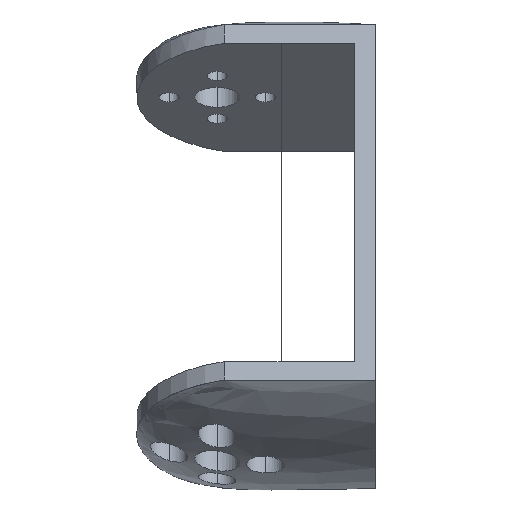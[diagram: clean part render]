
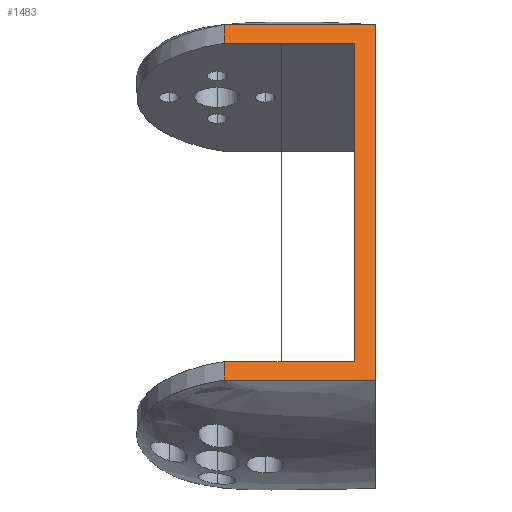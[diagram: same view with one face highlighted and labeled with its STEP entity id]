
A CAD part, top view. The second image highlights one B-rep face of the part: STEP entity #1483.
In plain terms, the highlighted planar face has unit normal (0, 0.443, 0.897).
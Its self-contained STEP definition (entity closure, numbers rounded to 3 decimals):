
#65 = DIRECTION ( 'NONE',  ( 0., -0.897, 0.443 ) ) ;
#158 = CARTESIAN_POINT ( 'NONE',  ( -42., 115.171, 139.09 ) ) ;
#182 = CARTESIAN_POINT ( 'NONE',  ( -40.51, 115.171, 139.09 ) ) ;
#212 = EDGE_CURVE ( 'NONE', #2127, #4709, #2170, .T. ) ;
#260 = LINE ( 'NONE', #4625, #6078 ) ;
#387 = LINE ( 'NONE', #6532, #1880 ) ;
#468 = VERTEX_POINT ( 'NONE', #3411 ) ;
#474 = VECTOR ( 'NONE', #698, 1000. ) ;
#490 = VECTOR ( 'NONE', #973, 1000. ) ;
#613 = VERTEX_POINT ( 'NONE', #5556 ) ;
#669 = CARTESIAN_POINT ( 'NONE',  ( -33.713, 112.481, 140.419 ) ) ;
#698 = DIRECTION ( 'NONE',  ( 0., 0.897, -0.443 ) ) ;
#749 = CARTESIAN_POINT ( 'NONE',  ( -41.998, 115.171, 139.09 ) ) ;
#777 = CARTESIAN_POINT ( 'NONE',  ( -39.021, 115.171, 139.09 ) ) ;
#786 = LINE ( 'NONE', #2838, #4337 ) ;
#847 = AXIS2_PLACEMENT_3D ( 'NONE', #1922, #3665, #65 ) ;
#899 = DIRECTION ( 'NONE',  ( 1., 0., 0. ) ) ;
#973 = DIRECTION ( 'NONE',  ( 0., -0.897, 0.443 ) ) ;
#1002 = ORIENTED_EDGE ( 'NONE', *, *, #1788, .T. ) ;
#1110 = CARTESIAN_POINT ( 'NONE',  ( -20., 63.435, 164.639 ) ) ;
#1125 = ORIENTED_EDGE ( 'NONE', *, *, #1563, .F. ) ;
#1196 = LINE ( 'NONE', #6799, #6747 ) ;
#1317 = PLANE ( 'NONE',  #847 ) ;
#1461 = CARTESIAN_POINT ( 'NONE',  ( -41.994, 115.171, 139.09 ) ) ;
#1467 = ORIENTED_EDGE ( 'NONE', *, *, #1799, .F. ) ;
#1483 = ADVANCED_FACE ( 'NONE', ( #6676, #4041 ), #1317, .F. ) ;
#1491 = CARTESIAN_POINT ( 'NONE',  ( -36.5, 115.171, 139.09 ) ) ;
#1560 = VECTOR ( 'NONE', #2459, 1000. ) ;
#1563 = EDGE_CURVE ( 'NONE', #3395, #5597, #5134, .T. ) ;
#1594 = VERTEX_POINT ( 'NONE', #6733 ) ;
#1788 = EDGE_CURVE ( 'NONE', #4709, #5597, #1196, .T. ) ;
#1799 = EDGE_CURVE ( 'NONE', #2862, #3395, #2781, .T. ) ;
#1814 = ORIENTED_EDGE ( 'NONE', *, *, #2052, .T. ) ;
#1880 = VECTOR ( 'NONE', #3478, 1000. ) ;
#1922 = CARTESIAN_POINT ( 'NONE',  ( -42., 115.171, 139.09 ) ) ;
#1961 = CARTESIAN_POINT ( 'NONE',  ( -33.713, 112.481, 140.419 ) ) ;
#2004 = VECTOR ( 'NONE', #3266, 1000. ) ;
#2008 = ORIENTED_EDGE ( 'NONE', *, *, #3448, .T. ) ;
#2047 = CARTESIAN_POINT ( 'NONE',  ( -41.975, 115.171, 139.09 ) ) ;
#2052 = EDGE_CURVE ( 'NONE', #2862, #613, #387, .T. ) ;
#2070 = CARTESIAN_POINT ( 'NONE',  ( -33.292, 115.171, 139.09 ) ) ;
#2112 = CARTESIAN_POINT ( 'NONE',  ( -42., 66.125, 163.31 ) ) ;
#2127 = VERTEX_POINT ( 'NONE', #5668 ) ;
#2170 = LINE ( 'NONE', #4104, #490 ) ;
#2267 = ORIENTED_EDGE ( 'NONE', *, *, #5947, .F. ) ;
#2364 = ORIENTED_EDGE ( 'NONE', *, *, #3049, .F. ) ;
#2442 = ORIENTED_EDGE ( 'NONE', *, *, #212, .T. ) ;
#2459 = DIRECTION ( 'NONE',  ( 0., -0.897, 0.443 ) ) ;
#2552 = ORIENTED_EDGE ( 'NONE', *, *, #7069, .T. ) ;
#2618 = CARTESIAN_POINT ( 'NONE',  ( -41.9, 115.171, 139.09 ) ) ;
#2627 = ORIENTED_EDGE ( 'NONE', *, *, #6835, .F. ) ;
#2646 = CARTESIAN_POINT ( 'NONE',  ( -28.25, 115.171, 139.09 ) ) ;
#2724 = ORIENTED_EDGE ( 'NONE', *, *, #6415, .F. ) ;
#2742 = VERTEX_POINT ( 'NONE', #3579 ) ;
#2781 = LINE ( 'NONE', #3877, #5823 ) ;
#2838 = CARTESIAN_POINT ( 'NONE',  ( -23.044, 112.481, 140.419 ) ) ;
#2862 = VERTEX_POINT ( 'NONE', #6217 ) ;
#2891 = CARTESIAN_POINT ( 'NONE',  ( -42., 63.435, 164.639 ) ) ;
#2995 = ORIENTED_EDGE ( 'NONE', *, *, #3578, .T. ) ;
#3035 = VERTEX_POINT ( 'NONE', #5350 ) ;
#3049 = EDGE_CURVE ( 'NONE', #2127, #6912, #5172, .T. ) ;
#3087 = LINE ( 'NONE', #5730, #1560 ) ;
#3198 = CARTESIAN_POINT ( 'NONE',  ( -41.599, 115.171, 139.09 ) ) ;
#3222 = CARTESIAN_POINT ( 'NONE',  ( -22.75, 115.171, 139.09 ) ) ;
#3266 = DIRECTION ( 'NONE',  ( 1., 0., 0. ) ) ;
#3319 = CARTESIAN_POINT ( 'NONE',  ( -20., 115.171, 139.09 ) ) ;
#3370 = VERTEX_POINT ( 'NONE', #6942 ) ;
#3395 = VERTEX_POINT ( 'NONE', #6048 ) ;
#3401 = EDGE_LOOP ( 'NONE', ( #1002, #1125, #1467, #1814, #2008, #2267, #2364, #2442 ) ) ;
#3411 = CARTESIAN_POINT ( 'NONE',  ( -33.688, 66.125, 163.31 ) ) ;
#3448 = EDGE_CURVE ( 'NONE', #613, #3370, #4798, .T. ) ;
#3478 = DIRECTION ( 'NONE',  ( 0., -0.897, 0.443 ) ) ;
#3578 = EDGE_CURVE ( 'NONE', #1594, #2742, #260, .T. ) ;
#3579 = CARTESIAN_POINT ( 'NONE',  ( -23.044, 112.481, 140.419 ) ) ;
#3665 = DIRECTION ( 'NONE',  ( 0., -0.443, -0.897 ) ) ;
#3779 = CARTESIAN_POINT ( 'NONE',  ( -40.969, 115.171, 139.09 ) ) ;
#3801 = CARTESIAN_POINT ( 'NONE',  ( -20., 115.171, 139.09 ) ) ;
#3877 = CARTESIAN_POINT ( 'NONE',  ( -42., 66.125, 163.31 ) ) ;
#4041 = FACE_BOUND ( 'NONE', #5430, .T. ) ;
#4104 = CARTESIAN_POINT ( 'NONE',  ( -42., 112.481, 140.419 ) ) ;
#4333 = CARTESIAN_POINT ( 'NONE',  ( -41.999, 115.171, 139.09 ) ) ;
#4337 = VECTOR ( 'NONE', #6485, 1000. ) ;
#4361 = CARTESIAN_POINT ( 'NONE',  ( -39.938, 115.171, 139.09 ) ) ;
#4447 = DIRECTION ( 'NONE',  ( 1., 0., 0. ) ) ;
#4601 = CARTESIAN_POINT ( 'NONE',  ( -27.333, 63.435, 164.639 ) ) ;
#4625 = CARTESIAN_POINT ( 'NONE',  ( -42., 112.481, 140.419 ) ) ;
#4709 = VERTEX_POINT ( 'NONE', #6102 ) ;
#4798 = B_SPLINE_CURVE_WITH_KNOTS ( 'NONE', 3,
 ( #2891, #6977, #4601, #1110 ),
 .UNSPECIFIED., .F., .F.,
 ( 4, 4 ),
 ( 0., 1. ),
 .UNSPECIFIED. ) ;
#4861 = CARTESIAN_POINT ( 'NONE',  ( -41.997, 115.171, 139.09 ) ) ;
#4886 = CARTESIAN_POINT ( 'NONE',  ( -37.875, 115.171, 139.09 ) ) ;
#5134 = LINE ( 'NONE', #669, #474 ) ;
#5172 = B_SPLINE_CURVE_WITH_KNOTS ( 'NONE', 3,
 ( #6294, #158, #4333, #749, #4861, #1461, #5371, #2047, #5856, #2618, #6316, #3198, #6771, #3779, #182, #4361, #777, #4886, #1491, #5396, #2070, #5878, #2646, #6337, #3222, #6795, #3801 ),
 .UNSPECIFIED., .F., .F.,
 ( 4, 1, 1, 1, 1, 1, 1, 1, 1, 1, 1, 1, 1, 1, 1, 1, 1, 1, 1, 1, 1, 1, 1, 1, 4 ),
 ( 0., 0., 0., 0., 0., 0., 0.001, 0.002, 0.004, 0.008, 0.016, 0.031, 0.047, 0.063, 0.094, 0.125, 0.188, 0.25, 0.313, 0.375, 0.5, 0.625, 0.75, 0.875, 1. ),
 .UNSPECIFIED. ) ;
#5350 = CARTESIAN_POINT ( 'NONE',  ( -23.044, 66.125, 163.31 ) ) ;
#5371 = CARTESIAN_POINT ( 'NONE',  ( -41.987, 115.171, 139.09 ) ) ;
#5396 = CARTESIAN_POINT ( 'NONE',  ( -35.125, 115.171, 139.09 ) ) ;
#5397 = LINE ( 'NONE', #6091, #6486 ) ;
#5430 = EDGE_LOOP ( 'NONE', ( #2552, #2627, #2724, #2995 ) ) ;
#5556 = CARTESIAN_POINT ( 'NONE',  ( -42., 63.435, 164.639 ) ) ;
#5597 = VERTEX_POINT ( 'NONE', #1961 ) ;
#5663 = DIRECTION ( 'NONE',  ( 1., 0., 0. ) ) ;
#5668 = CARTESIAN_POINT ( 'NONE',  ( -42., 115.171, 139.09 ) ) ;
#5685 = DIRECTION ( 'NONE',  ( 0., -0.897, 0.443 ) ) ;
#5730 = CARTESIAN_POINT ( 'NONE',  ( -20., 115.171, 139.09 ) ) ;
#5823 = VECTOR ( 'NONE', #899, 1000. ) ;
#5856 = CARTESIAN_POINT ( 'NONE',  ( -41.95, 115.171, 139.09 ) ) ;
#5878 = CARTESIAN_POINT ( 'NONE',  ( -31., 115.171, 139.09 ) ) ;
#5947 = EDGE_CURVE ( 'NONE', #6912, #3370, #3087, .T. ) ;
#6048 = CARTESIAN_POINT ( 'NONE',  ( -33.713, 66.125, 163.31 ) ) ;
#6078 = VECTOR ( 'NONE', #5663, 1000. ) ;
#6091 = CARTESIAN_POINT ( 'NONE',  ( -33.688, 115.171, 139.09 ) ) ;
#6102 = CARTESIAN_POINT ( 'NONE',  ( -42., 112.481, 140.419 ) ) ;
#6217 = CARTESIAN_POINT ( 'NONE',  ( -42., 66.125, 163.31 ) ) ;
#6269 = LINE ( 'NONE', #2112, #2004 ) ;
#6294 = CARTESIAN_POINT ( 'NONE',  ( -42., 115.171, 139.09 ) ) ;
#6316 = CARTESIAN_POINT ( 'NONE',  ( -41.799, 115.171, 139.09 ) ) ;
#6337 = CARTESIAN_POINT ( 'NONE',  ( -25.5, 115.171, 139.09 ) ) ;
#6415 = EDGE_CURVE ( 'NONE', #1594, #468, #5397, .T. ) ;
#6485 = DIRECTION ( 'NONE',  ( 0., -0.897, 0.443 ) ) ;
#6486 = VECTOR ( 'NONE', #5685, 1000. ) ;
#6532 = CARTESIAN_POINT ( 'NONE',  ( -42., 115.171, 139.09 ) ) ;
#6676 = FACE_OUTER_BOUND ( 'NONE', #3401, .T. ) ;
#6733 = CARTESIAN_POINT ( 'NONE',  ( -33.688, 112.481, 140.419 ) ) ;
#6747 = VECTOR ( 'NONE', #4447, 1000. ) ;
#6771 = CARTESIAN_POINT ( 'NONE',  ( -41.313, 115.171, 139.09 ) ) ;
#6795 = CARTESIAN_POINT ( 'NONE',  ( -20.917, 115.171, 139.09 ) ) ;
#6799 = CARTESIAN_POINT ( 'NONE',  ( -42., 112.481, 140.419 ) ) ;
#6835 = EDGE_CURVE ( 'NONE', #468, #3035, #6269, .T. ) ;
#6912 = VERTEX_POINT ( 'NONE', #3319 ) ;
#6942 = CARTESIAN_POINT ( 'NONE',  ( -20., 63.435, 164.639 ) ) ;
#6977 = CARTESIAN_POINT ( 'NONE',  ( -34.667, 63.435, 164.639 ) ) ;
#7069 = EDGE_CURVE ( 'NONE', #2742, #3035, #786, .T. ) ;
